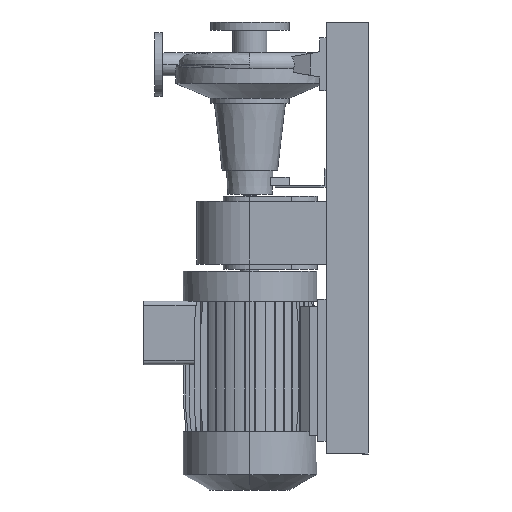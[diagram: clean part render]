
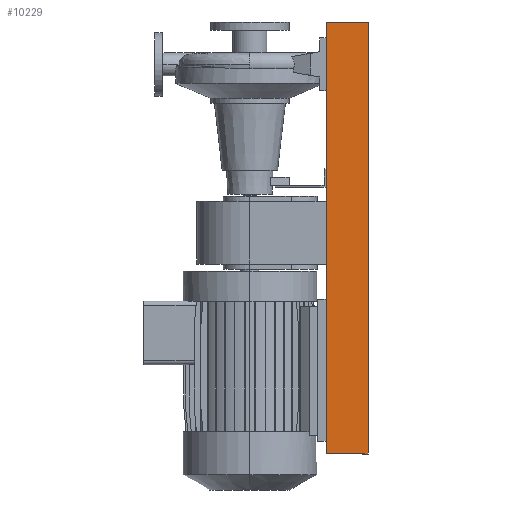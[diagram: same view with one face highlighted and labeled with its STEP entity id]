
A CAD part, left-side view. The second image highlights one B-rep face of the part: STEP entity #10229.
In plain terms, the highlighted planar face has unit normal (-1, 0, 0).
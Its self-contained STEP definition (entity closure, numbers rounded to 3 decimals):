
#245 = EDGE_CURVE ( 'NONE', #1087, #14442, #12344, .T. ) ;
#339 = LINE ( 'NONE', #3323, #11470 ) ;
#437 = FACE_OUTER_BOUND ( 'NONE', #18481, .T. ) ;
#1087 = VERTEX_POINT ( 'NONE', #2844 ) ;
#1227 = ORIENTED_EDGE ( 'NONE', *, *, #245, .F. ) ;
#2194 = CARTESIAN_POINT ( 'NONE',  ( -175., 50., 510. ) ) ;
#2529 = DIRECTION ( 'NONE',  ( 0., -1., 0. ) ) ;
#2844 = CARTESIAN_POINT ( 'NONE',  ( -175., 50., -510. ) ) ;
#2914 = CARTESIAN_POINT ( 'NONE',  ( -175., -50., 510. ) ) ;
#3323 = CARTESIAN_POINT ( 'NONE',  ( -175., -50., -510. ) ) ;
#3422 = CARTESIAN_POINT ( 'NONE',  ( -175., -50., -510. ) ) ;
#4012 = VECTOR ( 'NONE', #2529, 1000. ) ;
#4594 = VERTEX_POINT ( 'NONE', #9584 ) ;
#5675 = DIRECTION ( 'NONE',  ( 0., 0., 1. ) ) ;
#6298 = CARTESIAN_POINT ( 'NONE',  ( -175., 50., -510. ) ) ;
#7132 = ORIENTED_EDGE ( 'NONE', *, *, #17129, .T. ) ;
#8508 = VECTOR ( 'NONE', #10825, 1000. ) ;
#9584 = CARTESIAN_POINT ( 'NONE',  ( -175., -50., 510. ) ) ;
#10101 = DIRECTION ( 'NONE',  ( 0., 0., 1. ) ) ;
#10229 = ADVANCED_FACE ( 'NONE', ( #437 ), #12873, .T. ) ;
#10255 = LINE ( 'NONE', #2914, #4012 ) ;
#10825 = DIRECTION ( 'NONE',  ( 0., 0., 1. ) ) ;
#11087 = AXIS2_PLACEMENT_3D ( 'NONE', #3422, #16168, #10101 ) ;
#11470 = VECTOR ( 'NONE', #15665, 1000. ) ;
#12010 = EDGE_CURVE ( 'NONE', #1087, #19595, #339, .T. ) ;
#12344 = LINE ( 'NONE', #6298, #8508 ) ;
#12873 = PLANE ( 'NONE',  #11087 ) ;
#13678 = CARTESIAN_POINT ( 'NONE',  ( -175., -50., -510. ) ) ;
#14442 = VERTEX_POINT ( 'NONE', #2194 ) ;
#15665 = DIRECTION ( 'NONE',  ( 0., -1., 0. ) ) ;
#16123 = VECTOR ( 'NONE', #5675, 1000. ) ;
#16168 = DIRECTION ( 'NONE',  ( -1., 0., 0. ) ) ;
#16766 = CARTESIAN_POINT ( 'NONE',  ( -175., -50., -510. ) ) ;
#17129 = EDGE_CURVE ( 'NONE', #19595, #4594, #19750, .T. ) ;
#17819 = ORIENTED_EDGE ( 'NONE', *, *, #19167, .F. ) ;
#18481 = EDGE_LOOP ( 'NONE', ( #17819, #1227, #19204, #7132 ) ) ;
#19167 = EDGE_CURVE ( 'NONE', #14442, #4594, #10255, .T. ) ;
#19204 = ORIENTED_EDGE ( 'NONE', *, *, #12010, .T. ) ;
#19595 = VERTEX_POINT ( 'NONE', #16766 ) ;
#19750 = LINE ( 'NONE', #13678, #16123 ) ;
